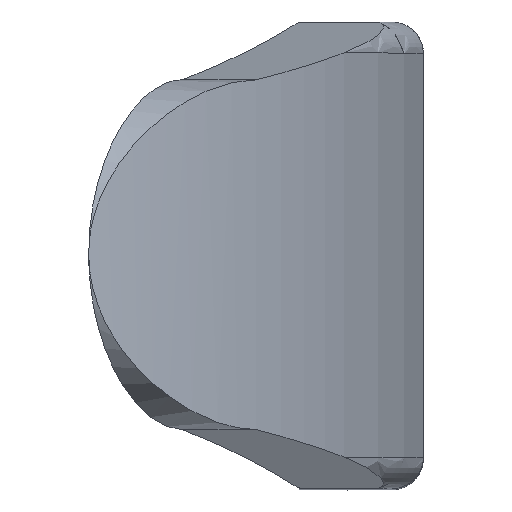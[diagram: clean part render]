
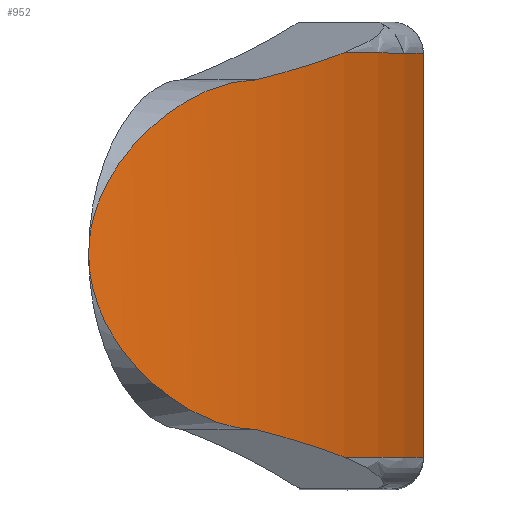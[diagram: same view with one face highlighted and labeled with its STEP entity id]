
A CAD part, top view. The second image highlights one B-rep face of the part: STEP entity #952.
In plain terms, the highlighted cylindrical face has radius 300 mm (diameter 600 mm), a partial arc.
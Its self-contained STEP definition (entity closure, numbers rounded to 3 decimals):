
#30=CYLINDRICAL_SURFACE('',#1041,300.);
#52=ELLIPSE('',#1042,305.228,300.);
#53=ELLIPSE('',#1043,305.228,300.);
#65=B_SPLINE_CURVE_WITH_KNOTS('',3,(#1594,#1595,#1596,#1597,#1598,#1599,
#1600,#1601,#1602,#1603,#1604,#1605),.UNSPECIFIED.,.F.,.F.,(4,2,2,2,2,4),
(0.,3.179,6.749,9.287,10.697,
12.061),.UNSPECIFIED.);
#66=B_SPLINE_CURVE_WITH_KNOTS('',3,(#1607,#1608,#1609,#1610,#1611,#1612,
#1613,#1614,#1615,#1616,#1617,#1618),.UNSPECIFIED.,.F.,.F.,(4,2,2,2,2,4),
(0.,0.978,1.849,2.934,3.998,
5.026),.UNSPECIFIED.);
#87=CIRCLE('',#1040,300.);
#88=CIRCLE('',#1044,300.);
#123=FACE_OUTER_BOUND('',#177,.T.);
#177=EDGE_LOOP('',(#713,#714,#715,#716,#717,#718,#719));
#245=LINE('',#1416,#329);
#329=VECTOR('',#1137,10.);
#410=VERTEX_POINT('',#1396);
#411=VERTEX_POINT('',#1415);
#427=VERTEX_POINT('',#1566);
#428=VERTEX_POINT('',#1591);
#429=VERTEX_POINT('',#1593);
#430=VERTEX_POINT('',#1606);
#431=VERTEX_POINT('',#1619);
#506=EDGE_CURVE('',#411,#410,#245,.T.);
#535=EDGE_CURVE('',#427,#410,#87,.T.);
#536=EDGE_CURVE('',#427,#428,#52,.T.);
#537=EDGE_CURVE('',#428,#429,#65,.T.);
#538=EDGE_CURVE('',#429,#430,#66,.T.);
#539=EDGE_CURVE('',#430,#431,#53,.T.);
#540=EDGE_CURVE('',#411,#431,#88,.T.);
#713=ORIENTED_EDGE('',*,*,#536,.T.);
#714=ORIENTED_EDGE('',*,*,#537,.T.);
#715=ORIENTED_EDGE('',*,*,#538,.T.);
#716=ORIENTED_EDGE('',*,*,#539,.T.);
#717=ORIENTED_EDGE('',*,*,#540,.F.);
#718=ORIENTED_EDGE('',*,*,#506,.T.);
#719=ORIENTED_EDGE('',*,*,#535,.F.);
#952=ADVANCED_FACE('',(#123),#30,.T.);
#1040=AXIS2_PLACEMENT_3D('',#1589,#1187,#1188);
#1041=AXIS2_PLACEMENT_3D('',#1590,#1189,#1190);
#1042=AXIS2_PLACEMENT_3D('',#1592,#1191,#1192);
#1043=AXIS2_PLACEMENT_3D('',#1620,#1193,#1194);
#1044=AXIS2_PLACEMENT_3D('',#1621,#1195,#1196);
#1137=DIRECTION('',(0.,1.,0.));
#1187=DIRECTION('center_axis',(0.,1.,0.));
#1188=DIRECTION('ref_axis',(0.86,0.,0.51));
#1189=DIRECTION('center_axis',(0.,-1.,0.));
#1190=DIRECTION('ref_axis',(0.626,0.,0.78));
#1191=DIRECTION('center_axis',(0.,-0.983,
-0.184));
#1192=DIRECTION('ref_axis',(0.,-0.184,0.983));
#1193=DIRECTION('center_axis',(0.,0.983,-0.184));
#1194=DIRECTION('ref_axis',(0.,0.184,0.983));
#1195=DIRECTION('center_axis',(0.,-1.,0.));
#1196=DIRECTION('ref_axis',(0.86,0.,0.51));
#1396=CARTESIAN_POINT('',(0.,-10.,180.588));
#1415=CARTESIAN_POINT('',(0.,-140.,180.588));
#1416=CARTESIAN_POINT('',(0.,-140.,180.588));
#1566=CARTESIAN_POINT('',(-25.482,-10.,258.921));
#1589=CARTESIAN_POINT('Origin',(-295.325,-10.,127.831));
#1590=CARTESIAN_POINT('Origin',(-295.325,0.,
127.831));
#1591=CARTESIAN_POINT('',(-53.659,-18.75,305.588));
#1592=CARTESIAN_POINT('Origin',(-295.325,14.579,127.831));
#1593=CARTESIAN_POINT('',(-107.6,-75.,361.838));
#1594=CARTESIAN_POINT('Ctrl Pts',(-53.659,-18.75,305.588));
#1595=CARTESIAN_POINT('Ctrl Pts',(-59.938,-18.75,314.125));
#1596=CARTESIAN_POINT('Ctrl Pts',(-66.742,-20.692,322.382));
#1597=CARTESIAN_POINT('Ctrl Pts',(-81.036,-28.176,338.084));
#1598=CARTESIAN_POINT('Ctrl Pts',(-88.271,-34.005,345.063));
#1599=CARTESIAN_POINT('Ctrl Pts',(-98.207,-45.787,354.051));
#1600=CARTESIAN_POINT('Ctrl Pts',(-101.452,-51.046,356.789));
#1601=CARTESIAN_POINT('Ctrl Pts',(-104.938,-59.269,359.683));
#1602=CARTESIAN_POINT('Ctrl Pts',(-105.933,-62.351,360.493));
#1603=CARTESIAN_POINT('Ctrl Pts',(-107.261,-68.652,361.567));
#1604=CARTESIAN_POINT('Ctrl Pts',(-107.6,-71.819,361.838));
#1605=CARTESIAN_POINT('Ctrl Pts',(-107.6,-75.,361.838));
#1606=CARTESIAN_POINT('',(-53.659,-131.25,305.588));
#1607=CARTESIAN_POINT('Ctrl Pts',(-107.6,-75.,361.838));
#1608=CARTESIAN_POINT('Ctrl Pts',(-107.6,-78.26,361.838));
#1609=CARTESIAN_POINT('Ctrl Pts',(-107.264,-83.003,361.58));
#1610=CARTESIAN_POINT('Ctrl Pts',(-103.909,-93.877,358.838));
#1611=CARTESIAN_POINT('Ctrl Pts',(-101.569,-98.545,356.898));
#1612=CARTESIAN_POINT('Ctrl Pts',(-95.457,-107.898,351.6));
#1613=CARTESIAN_POINT('Ctrl Pts',(-90.985,-113.038,347.609));
#1614=CARTESIAN_POINT('Ctrl Pts',(-80.299,-122.051,337.16));
#1615=CARTESIAN_POINT('Ctrl Pts',(-74.704,-125.485,331.294));
#1616=CARTESIAN_POINT('Ctrl Pts',(-63.86,-130.048,318.854));
#1617=CARTESIAN_POINT('Ctrl Pts',(-58.612,-131.25,312.321));
#1618=CARTESIAN_POINT('Ctrl Pts',(-53.659,-131.25,305.588));
#1619=CARTESIAN_POINT('',(-25.482,-140.,258.921));
#1620=CARTESIAN_POINT('Origin',(-295.325,-164.579,127.831));
#1621=CARTESIAN_POINT('Origin',(-295.325,-140.,127.831));
